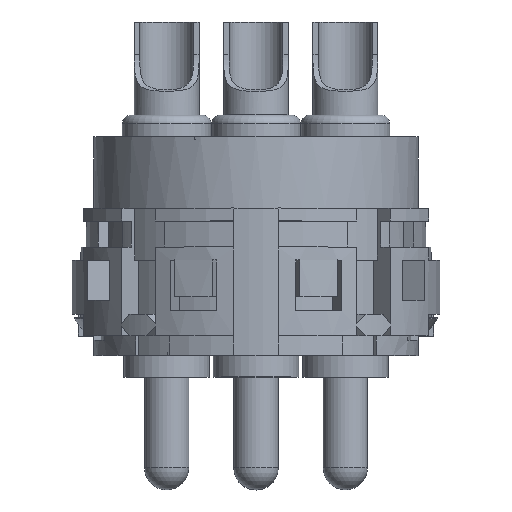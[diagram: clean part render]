
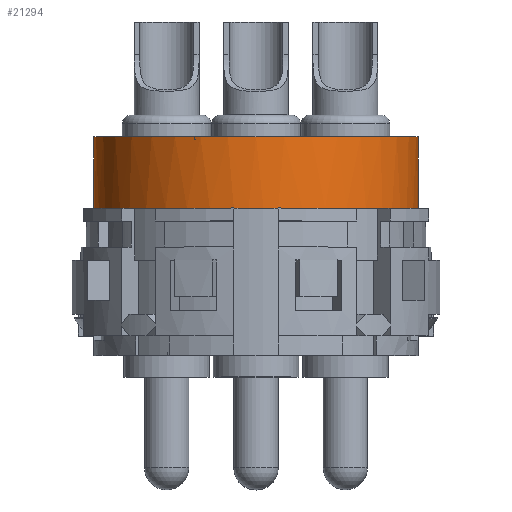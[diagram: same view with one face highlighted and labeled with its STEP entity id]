
A CAD part, top view. The second image highlights one B-rep face of the part: STEP entity #21294.
In plain terms, the highlighted cylindrical face has radius 7.5 mm (diameter 15 mm), a partial arc.
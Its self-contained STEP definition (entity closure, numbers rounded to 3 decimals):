
#2622=CARTESIAN_POINT('',(0.,6.8,0.));
#2623=DIRECTION('',(0.,1.,0.));
#2624=DIRECTION('',(0.137,0.,0.991));
#2625=AXIS2_PLACEMENT_3D('',#2622,#2623,#2624);
#2640=CARTESIAN_POINT('',(0.,6.8,0.));
#2641=DIRECTION('',(0.,1.,0.));
#2642=DIRECTION('',(0.93,0.,0.368));
#2643=AXIS2_PLACEMENT_3D('',#2640,#2641,#2642);
#2650=CARTESIAN_POINT('',(0.,6.8,0.));
#2651=DIRECTION('',(0.,1.,0.));
#2652=DIRECTION('',(-1.,0.,0.));
#2653=AXIS2_PLACEMENT_3D('',#2650,#2651,#2652);
#2668=CARTESIAN_POINT('',(0.,6.8,0.));
#2669=DIRECTION('',(0.,1.,0.));
#2670=DIRECTION('',(-0.779,0.,0.627));
#2671=AXIS2_PLACEMENT_3D('',#2668,#2669,#2670);
#2903=CARTESIAN_POINT('',(0.,6.8,0.));
#2904=DIRECTION('',(0.,1.,0.));
#2905=DIRECTION('',(0.779,0.,0.627));
#2906=AXIS2_PLACEMENT_3D('',#2903,#2904,#2905);
#2908=CARTESIAN_POINT('',(0.,6.8,0.));
#2909=DIRECTION('',(0.,1.,0.));
#2910=DIRECTION('',(-0.137,0.,0.991));
#2911=AXIS2_PLACEMENT_3D('',#2908,#2909,#2910);
#2913=CARTESIAN_POINT('',(0.,6.8,0.));
#2914=DIRECTION('',(0.,1.,0.));
#2915=DIRECTION('',(-0.93,0.,0.368));
#2916=AXIS2_PLACEMENT_3D('',#2913,#2914,#2915);
#2918=DIRECTION('',(0.,1.,0.));
#2919=VECTOR('',#2918,3.3);
#2920=CARTESIAN_POINT('',(-7.5,6.8,0.));
#2921=LINE('',#2920,#2919);
#3103=DIRECTION('',(0.,1.,0.));
#3104=VECTOR('',#3103,3.3);
#3105=CARTESIAN_POINT('',(7.5,6.8,0.));
#3106=LINE('',#3105,#3104);
#3107=CARTESIAN_POINT('',(0.,10.1,0.));
#3108=DIRECTION('',(0.,1.,0.));
#3109=DIRECTION('',(-1.,0.,0.));
#3110=AXIS2_PLACEMENT_3D('',#3107,#3108,#3109);
#15260=CARTESIAN_POINT('',(-7.5,10.1,0.));
#15261=CARTESIAN_POINT('',(7.5,10.1,0.));
#15262=VERTEX_POINT('',#15260);
#15263=VERTEX_POINT('',#15261);
#15264=CARTESIAN_POINT('',(7.5,6.8,0.));
#15265=CARTESIAN_POINT('',(-7.5,6.8,0.));
#15266=VERTEX_POINT('',#15264);
#15267=VERTEX_POINT('',#15265);
#15483=CARTESIAN_POINT('',(-1.025,6.8,7.43));
#15485=VERTEX_POINT('',#15483);
#15486=CARTESIAN_POINT('',(1.025,6.8,7.43));
#15488=VERTEX_POINT('',#15486);
#15563=CARTESIAN_POINT('',(-6.975,6.8,2.757));
#15565=VERTEX_POINT('',#15563);
#15576=CARTESIAN_POINT('',(-5.843,6.8,4.702));
#15578=VERTEX_POINT('',#15576);
#15610=CARTESIAN_POINT('',(6.975,6.8,2.757));
#15612=VERTEX_POINT('',#15610);
#15649=CARTESIAN_POINT('',(5.843,6.8,4.702));
#15651=VERTEX_POINT('',#15649);
#21272=CARTESIAN_POINT('',(0.,6.8,0.));
#21273=DIRECTION('',(0.,1.,0.));
#21274=DIRECTION('',(-1.,0.,0.));
#21275=AXIS2_PLACEMENT_3D('',#21272,#21273,#21274);
#21276=CYLINDRICAL_SURFACE('',#21275,7.5);
#21277=ORIENTED_EDGE('',*,*,#21260,.F.);
#21278=ORIENTED_EDGE('',*,*,#20842,.F.);
#21280=ORIENTED_EDGE('',*,*,#21279,.F.);
#21281=ORIENTED_EDGE('',*,*,#20862,.F.);
#21283=ORIENTED_EDGE('',*,*,#21282,.F.);
#21284=ORIENTED_EDGE('',*,*,#20854,.F.);
#21286=ORIENTED_EDGE('',*,*,#21285,.T.);
#21288=ORIENTED_EDGE('',*,*,#21287,.T.);
#21290=ORIENTED_EDGE('',*,*,#21289,.F.);
#21291=ORIENTED_EDGE('',*,*,#20850,.F.);
#21292=EDGE_LOOP('',(#21277,#21278,#21280,#21281,#21283,#21284,#21286,#21288,
#21290,#21291));
#21293=FACE_OUTER_BOUND('',#21292,.F.);
#2626=CIRCLE('',#2625,7.5);
#2644=CIRCLE('',#2643,7.5);
#2654=CIRCLE('',#2653,7.5);
#2672=CIRCLE('',#2671,7.5);
#2907=CIRCLE('',#2906,7.5);
#2912=CIRCLE('',#2911,7.5);
#2917=CIRCLE('',#2916,7.5);
#3111=CIRCLE('',#3110,7.5);
#20842=EDGE_CURVE('',#15488,#15651,#2626,.T.);
#20850=EDGE_CURVE('',#15612,#15266,#2644,.T.);
#20854=EDGE_CURVE('',#15267,#15565,#2654,.T.);
#20862=EDGE_CURVE('',#15578,#15485,#2672,.T.);
#21260=EDGE_CURVE('',#15651,#15612,#2907,.T.);
#21279=EDGE_CURVE('',#15485,#15488,#2912,.T.);
#21282=EDGE_CURVE('',#15565,#15578,#2917,.T.);
#21285=EDGE_CURVE('',#15267,#15262,#2921,.T.);
#21287=EDGE_CURVE('',#15262,#15263,#3111,.T.);
#21289=EDGE_CURVE('',#15266,#15263,#3106,.T.);
#21294=ADVANCED_FACE('',(#21293),#21276,.T.);
